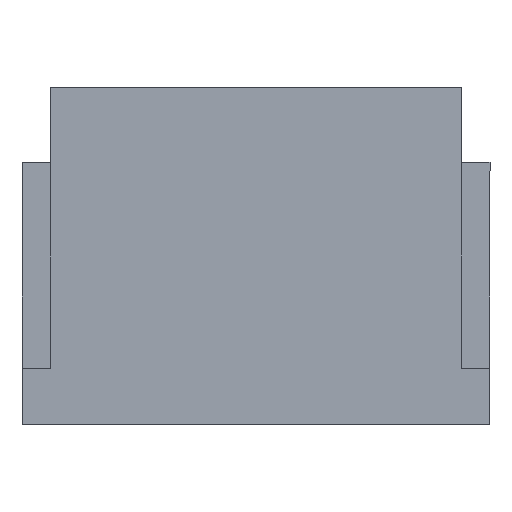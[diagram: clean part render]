
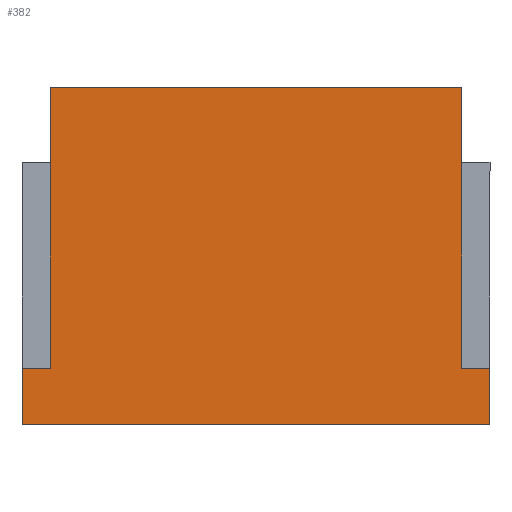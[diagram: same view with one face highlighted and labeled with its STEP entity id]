
A CAD part, front view. The second image highlights one B-rep face of the part: STEP entity #382.
In plain terms, the highlighted planar face has unit normal (0, -1, 0).
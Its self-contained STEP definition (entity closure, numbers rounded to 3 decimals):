
#135 = VERTEX_POINT ( 'NONE', #714 ) ;
#354 = ORIENTED_EDGE ( 'NONE', *, *, #362, .F. ) ;
#362 = EDGE_CURVE ( 'NONE', #135, #478, #1538, .T. ) ;
#363 = ORIENTED_EDGE ( 'NONE', *, *, #364, .F. ) ;
#364 = EDGE_CURVE ( 'NONE', #365, #135, #1534, .T. ) ;
#365 = VERTEX_POINT ( 'NONE', #1530 ) ;
#366 = ORIENTED_EDGE ( 'NONE', *, *, #367, .T. ) ;
#367 = EDGE_CURVE ( 'NONE', #365, #368, #1529, .T. ) ;
#368 = VERTEX_POINT ( 'NONE', #1525 ) ;
#369 = VERTEX_POINT ( 'NONE', #1524 ) ;
#372 = ORIENTED_EDGE ( 'NONE', *, *, #373, .T. ) ;
#373 = EDGE_CURVE ( 'NONE', #368, #369, #1582, .T. ) ;
#374 = ORIENTED_EDGE ( 'NONE', *, *, #375, .T. ) ;
#375 = EDGE_CURVE ( 'NONE', #369, #386, #1577, .T. ) ;
#382 = ADVANCED_FACE ( 'NONE', ( #1598 ), #1583, .F. ) ;
#383 = EDGE_LOOP ( 'NONE', ( #384, #388, #391, #354, #363, #366, #372, #374 ) ) ;
#384 = ORIENTED_EDGE ( 'NONE', *, *, #385, .T. ) ;
#385 = EDGE_CURVE ( 'NONE', #386, #387, #1640, .T. ) ;
#386 = VERTEX_POINT ( 'NONE', #1636 ) ;
#387 = VERTEX_POINT ( 'NONE', #1635 ) ;
#388 = ORIENTED_EDGE ( 'NONE', *, *, #389, .T. ) ;
#389 = EDGE_CURVE ( 'NONE', #387, #390, #1634, .T. ) ;
#390 = VERTEX_POINT ( 'NONE', #1630 ) ;
#391 = ORIENTED_EDGE ( 'NONE', *, *, #392, .T. ) ;
#392 = EDGE_CURVE ( 'NONE', #390, #478, #1629, .T. ) ;
#478 = VERTEX_POINT ( 'NONE', #1863 ) ;
#714 = CARTESIAN_POINT ( 'NONE',  ( 0.7, 0., -1.8 ) ) ;
#1524 = CARTESIAN_POINT ( 'NONE',  ( 0.4, 0., 1.8 ) ) ;
#1525 = CARTESIAN_POINT ( 'NONE',  ( 0.4, 0., -1.2 ) ) ;
#1526 = DIRECTION ( 'NONE',  ( -1., 0., 0. ) ) ;
#1527 = VECTOR ( 'NONE', #1526, 1000. ) ;
#1528 = CARTESIAN_POINT ( 'NONE',  ( 0.7, 0., -1.2 ) ) ;
#1529 = LINE ( 'NONE', #1528, #1527 ) ;
#1530 = CARTESIAN_POINT ( 'NONE',  ( 0.7, 0., -1.2 ) ) ;
#1531 = DIRECTION ( 'NONE',  ( 0., 0., -1. ) ) ;
#1532 = VECTOR ( 'NONE', #1531, 1000. ) ;
#1533 = CARTESIAN_POINT ( 'NONE',  ( 0.7, 0., -1.8 ) ) ;
#1534 = LINE ( 'NONE', #1533, #1532 ) ;
#1535 = DIRECTION ( 'NONE',  ( -1., 0., 0. ) ) ;
#1536 = VECTOR ( 'NONE', #1535, 1000. ) ;
#1537 = CARTESIAN_POINT ( 'NONE',  ( 0.7, 0., -1.8 ) ) ;
#1538 = LINE ( 'NONE', #1537, #1536 ) ;
#1574 = DIRECTION ( 'NONE',  ( -1., 0., 0. ) ) ;
#1575 = VECTOR ( 'NONE', #1574, 1000. ) ;
#1576 = CARTESIAN_POINT ( 'NONE',  ( 0.7, 0., 1.8 ) ) ;
#1577 = LINE ( 'NONE', #1576, #1575 ) ;
#1579 = DIRECTION ( 'NONE',  ( 0., 0., 1. ) ) ;
#1580 = VECTOR ( 'NONE', #1579, 1000. ) ;
#1581 = CARTESIAN_POINT ( 'NONE',  ( 0.4, 0., 1.8 ) ) ;
#1582 = LINE ( 'NONE', #1581, #1580 ) ;
#1583 = PLANE ( 'NONE',  #1644 ) ;
#1598 = FACE_OUTER_BOUND ( 'NONE', #383, .T. ) ;
#1626 = DIRECTION ( 'NONE',  ( 0., 0., -1. ) ) ;
#1627 = VECTOR ( 'NONE', #1626, 1000. ) ;
#1628 = CARTESIAN_POINT ( 'NONE',  ( -4.3, 0., -1.8 ) ) ;
#1629 = LINE ( 'NONE', #1628, #1627 ) ;
#1630 = CARTESIAN_POINT ( 'NONE',  ( -4.3, 0., -1.2 ) ) ;
#1631 = DIRECTION ( 'NONE',  ( -1., 0., 0. ) ) ;
#1632 = VECTOR ( 'NONE', #1631, 1000. ) ;
#1633 = CARTESIAN_POINT ( 'NONE',  ( -4.3, 0., -1.2 ) ) ;
#1634 = LINE ( 'NONE', #1633, #1632 ) ;
#1635 = CARTESIAN_POINT ( 'NONE',  ( -4., 0., -1.2 ) ) ;
#1636 = CARTESIAN_POINT ( 'NONE',  ( -4., 0., 1.8 ) ) ;
#1637 = DIRECTION ( 'NONE',  ( 0., 0., -1. ) ) ;
#1638 = VECTOR ( 'NONE', #1637, 1000. ) ;
#1639 = CARTESIAN_POINT ( 'NONE',  ( -4., 0., 1.8 ) ) ;
#1640 = LINE ( 'NONE', #1639, #1638 ) ;
#1641 = DIRECTION ( 'NONE',  ( 0., 0., 1. ) ) ;
#1642 = DIRECTION ( 'NONE',  ( 0., 1., 0. ) ) ;
#1643 = CARTESIAN_POINT ( 'NONE',  ( 0.7, 0., -1.8 ) ) ;
#1644 = AXIS2_PLACEMENT_3D ( 'NONE', #1643, #1642, #1641 ) ;
#1863 = CARTESIAN_POINT ( 'NONE',  ( -4.3, 0., -1.8 ) ) ;
